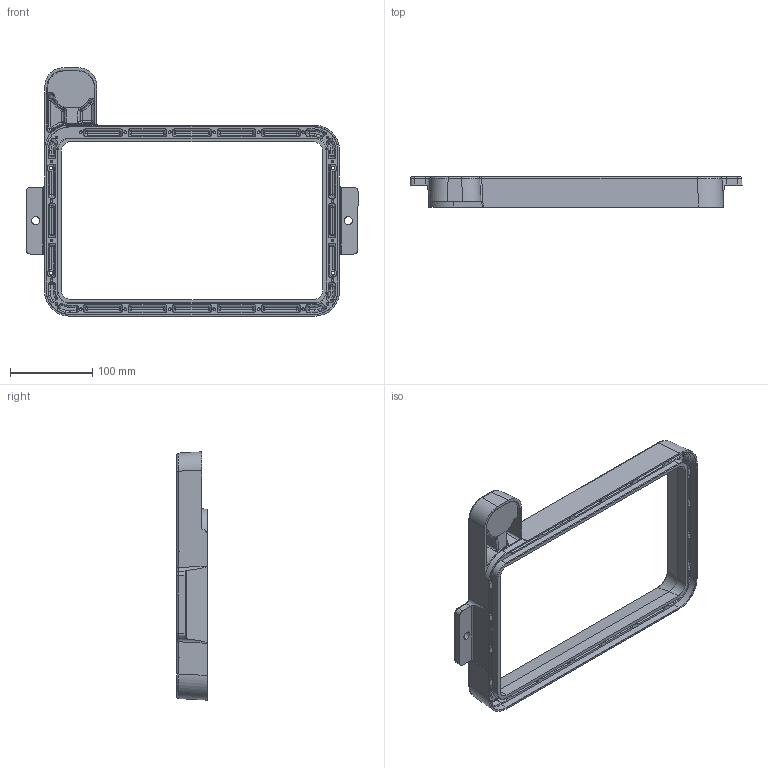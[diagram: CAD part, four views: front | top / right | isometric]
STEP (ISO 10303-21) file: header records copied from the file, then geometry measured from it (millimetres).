
FILE_DESCRIPTION (( 'STEP AP203' ), '1' );
FILE_NAME ('揤翉蹋羞-漆菱 2.17.STEP', '2022-09-13T08:56:22', ( '' ), ( '' ), 'SwSTEP 2.0', 'SolidWorks 2016', '' );
FILE_SCHEMA (( 'CONFIG_CONTROL_DESIGN' ));
Products named in the file (1): 揤翉蹋羞-漆菱 2.17
Bounding box: 403.38 x 36.9 x 301.64 mm (x, y, z)
Volume: 473689.5 mm3; surface area: 206786.5 mm2
Topology: 1 solids, 1 shells, 795 faces, 1842 edges, 1045 vertices
Faces by surface type: cylinder 304, bspline 214, plane 197, cone 80
Entity records: 37145 total; most frequent: CARTESIAN_POINT 21564, ORIENTED_EDGE 3574, DIRECTION 2611, EDGE_CURVE 1787, VERTEX_POINT 1045, AXIS2_PLACEMENT_3D 961, EDGE_LOOP 860, FACE_OUTER_BOUND 795
